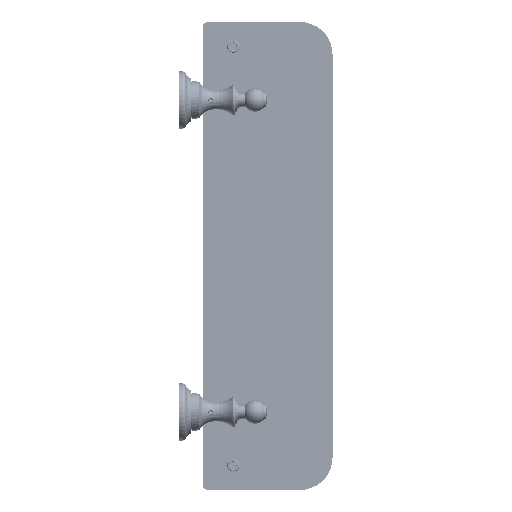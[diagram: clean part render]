
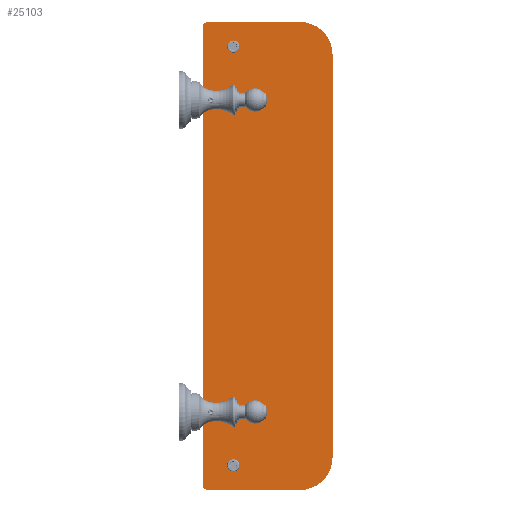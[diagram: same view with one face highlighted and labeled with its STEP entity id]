
A CAD part, front view. The second image highlights one B-rep face of the part: STEP entity #25103.
In plain terms, the highlighted planar face has unit normal (0, -1, 0).
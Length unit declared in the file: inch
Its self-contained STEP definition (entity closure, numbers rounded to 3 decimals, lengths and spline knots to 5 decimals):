
#24776=CARTESIAN_POINT('',(-8.055,0.,1.1811));
#24777=DIRECTION('',(0.,1.,0.));
#24778=DIRECTION('',(1.,0.,0.));
#24779=AXIS2_PLACEMENT_3D('',#24776,#24777,#24778);
#24781=CARTESIAN_POINT('',(-8.055,0.,1.1811));
#24782=DIRECTION('',(0.,1.,0.));
#24783=DIRECTION('',(-1.,0.,0.));
#24784=AXIS2_PLACEMENT_3D('',#24781,#24782,#24783);
#24786=CARTESIAN_POINT('',(-6.,0.,2.007));
#24787=DIRECTION('',(0.,1.,0.));
#24788=DIRECTION('',(1.,0.,0.));
#24789=AXIS2_PLACEMENT_3D('',#24786,#24787,#24788);
#24791=CARTESIAN_POINT('',(-6.,0.,2.007));
#24792=DIRECTION('',(0.,1.,0.));
#24793=DIRECTION('',(-1.,0.,0.));
#24794=AXIS2_PLACEMENT_3D('',#24791,#24792,#24793);
#24796=CARTESIAN_POINT('',(8.055,0.,1.1811));
#24797=DIRECTION('',(0.,-1.,0.));
#24798=DIRECTION('',(-1.,0.,0.));
#24799=AXIS2_PLACEMENT_3D('',#24796,#24797,#24798);
#24801=CARTESIAN_POINT('',(8.055,0.,1.1811));
#24802=DIRECTION('',(0.,-1.,0.));
#24803=DIRECTION('',(1.,0.,0.));
#24804=AXIS2_PLACEMENT_3D('',#24801,#24802,#24803);
#24806=CARTESIAN_POINT('',(6.,0.,2.007));
#24807=DIRECTION('',(0.,-1.,0.));
#24808=DIRECTION('',(-1.,0.,0.));
#24809=AXIS2_PLACEMENT_3D('',#24806,#24807,#24808);
#24811=CARTESIAN_POINT('',(6.,0.,2.007));
#24812=DIRECTION('',(0.,-1.,0.));
#24813=DIRECTION('',(1.,0.,0.));
#24814=AXIS2_PLACEMENT_3D('',#24811,#24812,#24813);
#24816=CARTESIAN_POINT('',(-8.803,0.,0.197));
#24817=DIRECTION('',(0.,-1.,0.));
#24818=DIRECTION('',(-1.,0.,0.));
#24819=AXIS2_PLACEMENT_3D('',#24816,#24817,#24818);
#24821=DIRECTION('',(0.,0.,1.));
#24822=VECTOR('',#24821,3.553);
#24823=CARTESIAN_POINT('',(-9.,0.,0.197));
#24824=LINE('',#24823,#24822);
#24825=CARTESIAN_POINT('',(-7.75,0.,3.75));
#24826=DIRECTION('',(0.,-1.,0.));
#24827=DIRECTION('',(0.,0.,1.));
#24828=AXIS2_PLACEMENT_3D('',#24825,#24826,#24827);
#24830=DIRECTION('',(1.,0.,0.));
#24831=VECTOR('',#24830,15.5);
#24832=CARTESIAN_POINT('',(-7.75,0.,5.));
#24833=LINE('',#24832,#24831);
#24834=CARTESIAN_POINT('',(7.75,0.,3.75));
#24835=DIRECTION('',(0.,-1.,0.));
#24836=DIRECTION('',(1.,0.,0.));
#24837=AXIS2_PLACEMENT_3D('',#24834,#24835,#24836);
#24839=DIRECTION('',(0.,0.,-1.));
#24840=VECTOR('',#24839,3.553);
#24841=CARTESIAN_POINT('',(9.,0.,3.75));
#24842=LINE('',#24841,#24840);
#24843=CARTESIAN_POINT('',(8.803,0.,0.197));
#24844=DIRECTION('',(0.,-1.,0.));
#24845=DIRECTION('',(0.,0.,-1.));
#24846=AXIS2_PLACEMENT_3D('',#24843,#24844,#24845);
#24848=DIRECTION('',(-1.,0.,0.));
#24849=VECTOR('',#24848,17.606);
#24850=CARTESIAN_POINT('',(8.803,0.,0.));
#24851=LINE('',#24850,#24849);
#24992=CARTESIAN_POINT('',(9.,0.,3.75));
#24993=CARTESIAN_POINT('',(7.75,0.,5.));
#24994=VERTEX_POINT('',#24992);
#24995=VERTEX_POINT('',#24993);
#25000=CARTESIAN_POINT('',(-7.75,0.,5.));
#25001=CARTESIAN_POINT('',(-9.,0.,3.75));
#25002=VERTEX_POINT('',#25000);
#25003=VERTEX_POINT('',#25001);
#25008=CARTESIAN_POINT('',(-7.8975,0.,1.1811));
#25009=CARTESIAN_POINT('',(-8.2125,0.,1.1811));
#25010=VERTEX_POINT('',#25008);
#25011=VERTEX_POINT('',#25009);
#25012=CARTESIAN_POINT('',(-5.8425,0.,2.007));
#25013=CARTESIAN_POINT('',(-6.1575,0.,2.007));
#25014=VERTEX_POINT('',#25012);
#25015=VERTEX_POINT('',#25013);
#25024=CARTESIAN_POINT('',(7.8975,0.,1.1811));
#25026=VERTEX_POINT('',#25024);
#25028=CARTESIAN_POINT('',(8.2125,0.,1.1811));
#25030=VERTEX_POINT('',#25028);
#25032=CARTESIAN_POINT('',(5.8425,0.,2.007));
#25034=VERTEX_POINT('',#25032);
#25036=CARTESIAN_POINT('',(6.1575,0.,2.007));
#25038=VERTEX_POINT('',#25036);
#25040=CARTESIAN_POINT('',(-9.,0.,0.197));
#25041=CARTESIAN_POINT('',(-8.803,0.,0.));
#25042=VERTEX_POINT('',#25040);
#25043=VERTEX_POINT('',#25041);
#25048=CARTESIAN_POINT('',(8.803,0.,0.));
#25049=CARTESIAN_POINT('',(9.,0.,0.197));
#25050=VERTEX_POINT('',#25048);
#25051=VERTEX_POINT('',#25049);
#25056=CARTESIAN_POINT('',(0.,0.,0.));
#25057=DIRECTION('',(0.,1.,0.));
#25058=DIRECTION('',(1.,0.,0.));
#25059=AXIS2_PLACEMENT_3D('',#25056,#25057,#25058);
#25060=PLANE('',#25059);
#25062=ORIENTED_EDGE('',*,*,#25061,.F.);
#25064=ORIENTED_EDGE('',*,*,#25063,.T.);
#25066=ORIENTED_EDGE('',*,*,#25065,.F.);
#25068=ORIENTED_EDGE('',*,*,#25067,.T.);
#25070=ORIENTED_EDGE('',*,*,#25069,.F.);
#25072=ORIENTED_EDGE('',*,*,#25071,.T.);
#25074=ORIENTED_EDGE('',*,*,#25073,.F.);
#25076=ORIENTED_EDGE('',*,*,#25075,.T.);
#25077=EDGE_LOOP('',(#25062,#25064,#25066,#25068,#25070,#25072,#25074,#25076));
#25078=FACE_OUTER_BOUND('',#25077,.F.);
#25080=ORIENTED_EDGE('',*,*,#25079,.F.);
#25082=ORIENTED_EDGE('',*,*,#25081,.F.);
#25083=EDGE_LOOP('',(#25080,#25082));
#25084=FACE_BOUND('',#25083,.F.);
#25086=ORIENTED_EDGE('',*,*,#25085,.T.);
#25088=ORIENTED_EDGE('',*,*,#25087,.T.);
#25089=EDGE_LOOP('',(#25086,#25088));
#25090=FACE_BOUND('',#25089,.F.);
#25092=ORIENTED_EDGE('',*,*,#25091,.T.);
#25094=ORIENTED_EDGE('',*,*,#25093,.T.);
#25095=EDGE_LOOP('',(#25092,#25094));
#25096=FACE_BOUND('',#25095,.F.);
#25098=ORIENTED_EDGE('',*,*,#25097,.F.);
#25100=ORIENTED_EDGE('',*,*,#25099,.F.);
#25101=EDGE_LOOP('',(#25098,#25100));
#25102=FACE_BOUND('',#25101,.F.);
#25103=ADVANCED_FACE('',(#25078,#25084,#25090,#25096,#25102),#25060,.F.);
#24780=CIRCLE('',#24779,0.1575);
#24785=CIRCLE('',#24784,0.1575);
#24790=CIRCLE('',#24789,0.1575);
#24795=CIRCLE('',#24794,0.1575);
#24800=CIRCLE('',#24799,0.1575);
#24805=CIRCLE('',#24804,0.1575);
#24810=CIRCLE('',#24809,0.1575);
#24815=CIRCLE('',#24814,0.1575);
#24820=CIRCLE('',#24819,0.197);
#24829=CIRCLE('',#24828,1.25);
#24838=CIRCLE('',#24837,1.25);
#24847=CIRCLE('',#24846,0.197);
#25061=EDGE_CURVE('',#25042,#25043,#24820,.T.);
#25063=EDGE_CURVE('',#25042,#25003,#24824,.T.);
#25065=EDGE_CURVE('',#25002,#25003,#24829,.T.);
#25067=EDGE_CURVE('',#25002,#24995,#24833,.T.);
#25069=EDGE_CURVE('',#24994,#24995,#24838,.T.);
#25071=EDGE_CURVE('',#24994,#25051,#24842,.T.);
#25073=EDGE_CURVE('',#25050,#25051,#24847,.T.);
#25075=EDGE_CURVE('',#25050,#25043,#24851,.T.);
#25079=EDGE_CURVE('',#25014,#25015,#24790,.T.);
#25081=EDGE_CURVE('',#25015,#25014,#24795,.T.);
#25085=EDGE_CURVE('',#25026,#25030,#24800,.T.);
#25087=EDGE_CURVE('',#25030,#25026,#24805,.T.);
#25091=EDGE_CURVE('',#25034,#25038,#24810,.T.);
#25093=EDGE_CURVE('',#25038,#25034,#24815,.T.);
#25097=EDGE_CURVE('',#25010,#25011,#24780,.T.);
#25099=EDGE_CURVE('',#25011,#25010,#24785,.T.);
